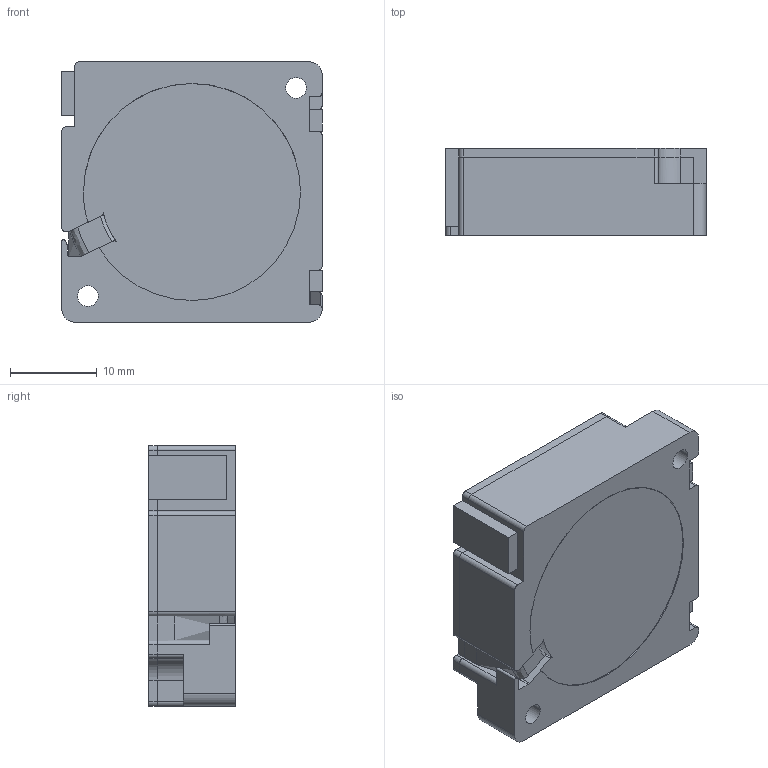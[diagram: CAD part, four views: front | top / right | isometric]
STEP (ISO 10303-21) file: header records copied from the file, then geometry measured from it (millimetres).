
FILE_DESCRIPTION((''),'2;1');
FILE_NAME('ASM0003_ASM_1_ASM_1_ASM','2015-02-03T',('JIM.HUANG'),(''),'PRO/ENGINEER BY PARAMETRIC TECHNOLOGY CORPORATION, 2013050','PRO/ENGINEER BY PARAMETRIC TECHNOLOGY CORPORATION, 2013050','');
FILE_SCHEMA(('CONFIG_CONTROL_DESIGN'));
Length unit declared in the file: millimetre
Products named in the file (3): PILLOW_2_1; FRAME_1_1; ASM0003_ASM_1_ASM_1_ASM
Assembly tree (2 placements, depth 2):
  ASM0003_ASM_1_ASM_1_ASM
    PILLOW_2_1
    FRAME_1_1
Bounding box: 30 x 10 x 30 mm (x, y, z)
Volume: 2556 mm3; surface area: 4753 mm2
Topology: 2 solids, 2 shells, 168 faces, 496 edges, 337 vertices
Faces by surface type: plane 95, cylinder 66, cone 4, bspline 2, torus 1
Entity records: 5888 total; most frequent: CARTESIAN_POINT 1196, ORIENTED_EDGE 992, DIRECTION 961, EDGE_CURVE 496, VERTEX_POINT 337, AXIS2_PLACEMENT_3D 324, VECTOR 313, LINE 313
